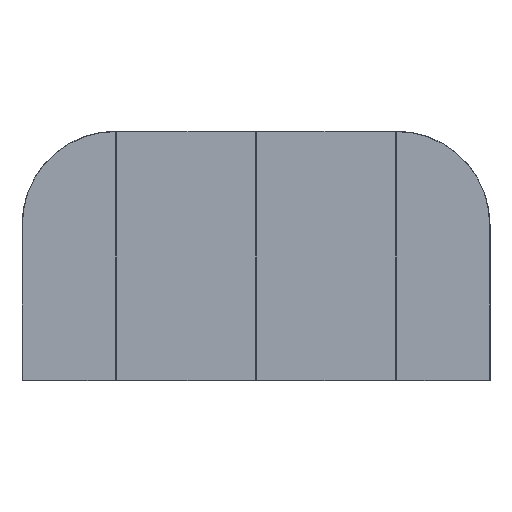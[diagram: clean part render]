
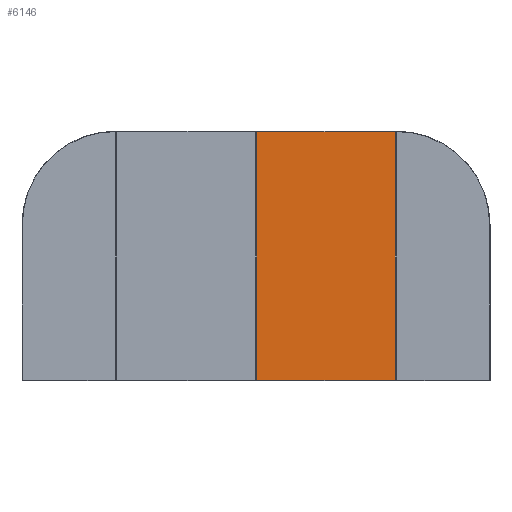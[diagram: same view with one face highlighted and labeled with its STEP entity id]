
A CAD part, top view. The second image highlights one B-rep face of the part: STEP entity #6146.
In plain terms, the highlighted planar face has unit normal (0, 0, 1).
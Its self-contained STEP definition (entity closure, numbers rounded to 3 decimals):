
#254 = CARTESIAN_POINT ( 'NONE',  ( 222.125, 399., 4. ) ) ;
#946 = EDGE_LOOP ( 'NONE', ( #12427, #22000, #17389, #11716 ) ) ;
#2195 = CARTESIAN_POINT ( 'NONE',  ( 223.125, -399., 4. ) ) ;
#2241 = VECTOR ( 'NONE', #21317, 1000. ) ;
#2457 = VERTEX_POINT ( 'NONE', #254 ) ;
#2471 = VERTEX_POINT ( 'NONE', #9112 ) ;
#2971 = CARTESIAN_POINT ( 'NONE',  ( 222.125, 400., 4. ) ) ;
#4323 = DIRECTION ( 'NONE',  ( 0., -1., 0. ) ) ;
#5018 = LINE ( 'NONE', #12221, #2241 ) ;
#5522 = EDGE_CURVE ( 'NONE', #2457, #2471, #5018, .T. ) ;
#6146 = ADVANCED_FACE ( 'NONE', ( #7060 ), #7178, .T. ) ;
#7060 = FACE_OUTER_BOUND ( 'NONE', #946, .T. ) ;
#7178 = PLANE ( 'NONE',  #8834 ) ;
#7922 = EDGE_CURVE ( 'NONE', #17973, #9923, #9625, .T. ) ;
#8834 = AXIS2_PLACEMENT_3D ( 'NONE', #21361, #10728, #14613 ) ;
#9112 = CARTESIAN_POINT ( 'NONE',  ( -222.125, 399., 4. ) ) ;
#9625 = LINE ( 'NONE', #2195, #16337 ) ;
#9923 = VERTEX_POINT ( 'NONE', #19255 ) ;
#10178 = DIRECTION ( 'NONE',  ( 0., 1., 0. ) ) ;
#10728 = DIRECTION ( 'NONE',  ( 0., 0., 1. ) ) ;
#11716 = ORIENTED_EDGE ( 'NONE', *, *, #5522, .T. ) ;
#12221 = CARTESIAN_POINT ( 'NONE',  ( -223.125, 399., 4. ) ) ;
#12427 = ORIENTED_EDGE ( 'NONE', *, *, #13132, .T. ) ;
#13132 = EDGE_CURVE ( 'NONE', #2471, #17973, #21936, .T. ) ;
#13299 = CARTESIAN_POINT ( 'NONE',  ( -222.125, -400., 4. ) ) ;
#14613 = DIRECTION ( 'NONE',  ( 1., 0., 0. ) ) ;
#15634 = VECTOR ( 'NONE', #10178, 1000. ) ;
#16337 = VECTOR ( 'NONE', #16593, 1000. ) ;
#16588 = VECTOR ( 'NONE', #4323, 1000. ) ;
#16593 = DIRECTION ( 'NONE',  ( 1., 0., 0. ) ) ;
#16907 = CARTESIAN_POINT ( 'NONE',  ( -222.125, -399., 4. ) ) ;
#17389 = ORIENTED_EDGE ( 'NONE', *, *, #19528, .T. ) ;
#17973 = VERTEX_POINT ( 'NONE', #16907 ) ;
#19152 = LINE ( 'NONE', #2971, #15634 ) ;
#19255 = CARTESIAN_POINT ( 'NONE',  ( 222.125, -399., 4. ) ) ;
#19528 = EDGE_CURVE ( 'NONE', #9923, #2457, #19152, .T. ) ;
#21317 = DIRECTION ( 'NONE',  ( -1., 0., 0. ) ) ;
#21361 = CARTESIAN_POINT ( 'NONE',  ( 0., 0., 4. ) ) ;
#21936 = LINE ( 'NONE', #13299, #16588 ) ;
#22000 = ORIENTED_EDGE ( 'NONE', *, *, #7922, .T. ) ;
